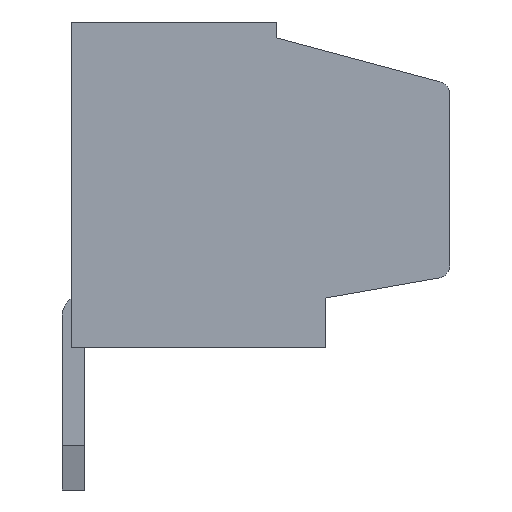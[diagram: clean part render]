
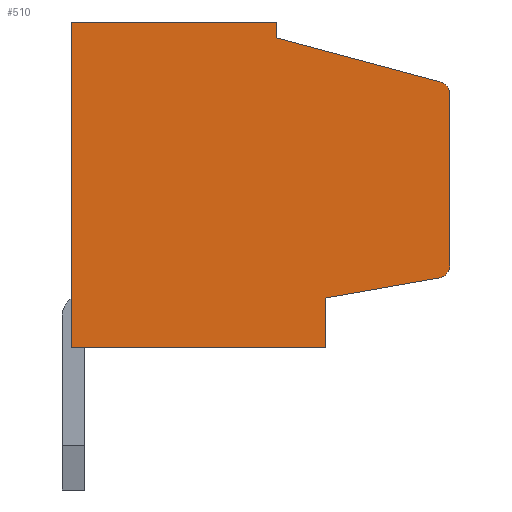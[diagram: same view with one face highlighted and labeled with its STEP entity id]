
A CAD part, left-side view. The second image highlights one B-rep face of the part: STEP entity #510.
In plain terms, the highlighted planar face has unit normal (-1, 0, 0).
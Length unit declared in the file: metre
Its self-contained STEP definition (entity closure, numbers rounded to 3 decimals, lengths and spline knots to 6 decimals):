
#510=ADVANCED_FACE('',(#1121),#1122,.F.);
#1121=FACE_OUTER_BOUND('',#1819,.T.);
#1122=PLANE('',#1820);
#1819=EDGE_LOOP('',(#3330,#3331,#3332,#3333,#3334,#3335,#3336,#3337,#3338,#3339));
#1820=AXIS2_PLACEMENT_3D('',#3340,#3341,#3342);
#3330=ORIENTED_EDGE('',*,*,#4602,.T.);
#3331=ORIENTED_EDGE('',*,*,#4525,.F.);
#3332=ORIENTED_EDGE('',*,*,#4538,.F.);
#3333=ORIENTED_EDGE('',*,*,#4546,.F.);
#3334=ORIENTED_EDGE('',*,*,#4038,.F.);
#3335=ORIENTED_EDGE('',*,*,#4552,.F.);
#3336=ORIENTED_EDGE('',*,*,#4535,.F.);
#3337=ORIENTED_EDGE('',*,*,#4528,.F.);
#3338=ORIENTED_EDGE('',*,*,#4521,.T.);
#3339=ORIENTED_EDGE('',*,*,#4603,.F.);
#3340=CARTESIAN_POINT('',(-0.026311,0.006635,0.));
#3341=DIRECTION('',(1.0,0.0,0.0));
#3342=DIRECTION('',(0.0,1.0,-0.0));
#4038=EDGE_CURVE('',#4798,#4800,#4801,.T.);
#4521=EDGE_CURVE('',#5559,#5561,#5563,.T.);
#4525=EDGE_CURVE('',#5567,#5565,#5569,.T.);
#4528=EDGE_CURVE('',#5559,#5571,#5573,.T.);
#4535=EDGE_CURVE('',#5571,#5575,#5581,.T.);
#4538=EDGE_CURVE('',#5583,#5567,#5585,.T.);
#4546=EDGE_CURVE('',#4800,#5583,#5599,.T.);
#4552=EDGE_CURVE('',#5575,#4798,#5606,.T.);
#4602=EDGE_CURVE('',#5681,#5565,#5682,.T.);
#4603=EDGE_CURVE('',#5681,#5561,#5683,.T.);
#4798=VERTEX_POINT('',#5924);
#4800=VERTEX_POINT('',#5927);
#4801=LINE('',#5928,#5929);
#5559=VERTEX_POINT('',#7001);
#5561=VERTEX_POINT('',#7004);
#5563=CIRCLE('',#7007,0.0003);
#5565=VERTEX_POINT('',#7009);
#5567=VERTEX_POINT('',#7012);
#5569=LINE('',#7015,#7016);
#5571=VERTEX_POINT('',#7018);
#5573=LINE('',#7021,#7022);
#5575=VERTEX_POINT('',#7024);
#5581=LINE('',#7035,#7036);
#5583=VERTEX_POINT('',#7038);
#5585=LINE('',#7041,#7042);
#5599=LINE('',#7061,#7062);
#5606=LINE('',#7073,#7074);
#5681=VERTEX_POINT('',#7174);
#5682=CIRCLE('',#7175,0.0003);
#5683=LINE('',#7176,#7177);
#5924=CARTESIAN_POINT('',(-0.026311,0.008939,-0.0073));
#5927=CARTESIAN_POINT('',(-0.026311,0.008939,0.));
#5928=CARTESIAN_POINT('',(-0.026311,0.008939,0.));
#5929=VECTOR('',#7542,1.0);
#7001=CARTESIAN_POINT('',(-0.026311,0.000687,-0.005744));
#7004=CARTESIAN_POINT('',(-0.026311,0.000439,-0.005448));
#7007=AXIS2_PLACEMENT_3D('',#8015,#8016,#8017);
#7009=CARTESIAN_POINT('',(-0.026311,0.000662,-0.00134));
#7012=CARTESIAN_POINT('',(-0.026311,0.004339,-0.000355));
#7015=CARTESIAN_POINT('',(-0.026311,0.000662,-0.00134));
#7016=VECTOR('',#8020,1.0);
#7018=CARTESIAN_POINT('',(-0.026311,0.003239,-0.006194));
#7021=CARTESIAN_POINT('',(-0.026311,0.003239,-0.006194));
#7022=VECTOR('',#8022,1.0);
#7024=CARTESIAN_POINT('',(-0.026311,0.003239,-0.0073));
#7035=CARTESIAN_POINT('',(-0.026311,0.003239,-0.0073));
#7036=VECTOR('',#8028,1.0);
#7038=CARTESIAN_POINT('',(-0.026311,0.004339,0.));
#7041=CARTESIAN_POINT('',(-0.026311,0.004339,-0.000355));
#7042=VECTOR('',#8030,1.0);
#7061=CARTESIAN_POINT('',(-0.026311,0.004339,0.));
#7062=VECTOR('',#8039,1.0);
#7073=CARTESIAN_POINT('',(-0.026311,0.008939,-0.0073));
#7074=VECTOR('',#8044,1.0);
#7174=CARTESIAN_POINT('',(-0.026311,0.000439,-0.00163));
#7175=AXIS2_PLACEMENT_3D('',#8100,#8101,#8102);
#7176=CARTESIAN_POINT('',(-0.026311,0.000439,-0.005448));
#7177=VECTOR('',#8103,1.0);
#7542=DIRECTION('',(0.0,0.,1.0));
#8015=CARTESIAN_POINT('',(-0.026311,0.000739,-0.005448));
#8016=DIRECTION('',(-1.0,-0.0,-0.0));
#8017=DIRECTION('',(0.0,0.0,-1.0));
#8020=DIRECTION('',(0.0,-0.966,-0.259));
#8022=DIRECTION('',(0.0,0.985,-0.174));
#8028=DIRECTION('',(0.0,0.,-1.0));
#8030=DIRECTION('',(0.0,0.,-1.0));
#8039=DIRECTION('',(0.0,-1.0,0.));
#8044=DIRECTION('',(0.0,1.0,0.));
#8100=CARTESIAN_POINT('',(-0.026311,0.000739,-0.00163));
#8101=DIRECTION('',(-1.0,-0.0,-0.0));
#8102=DIRECTION('',(0.0,0.0,-1.0));
#8103=DIRECTION('',(0.0,0.,-1.0));
